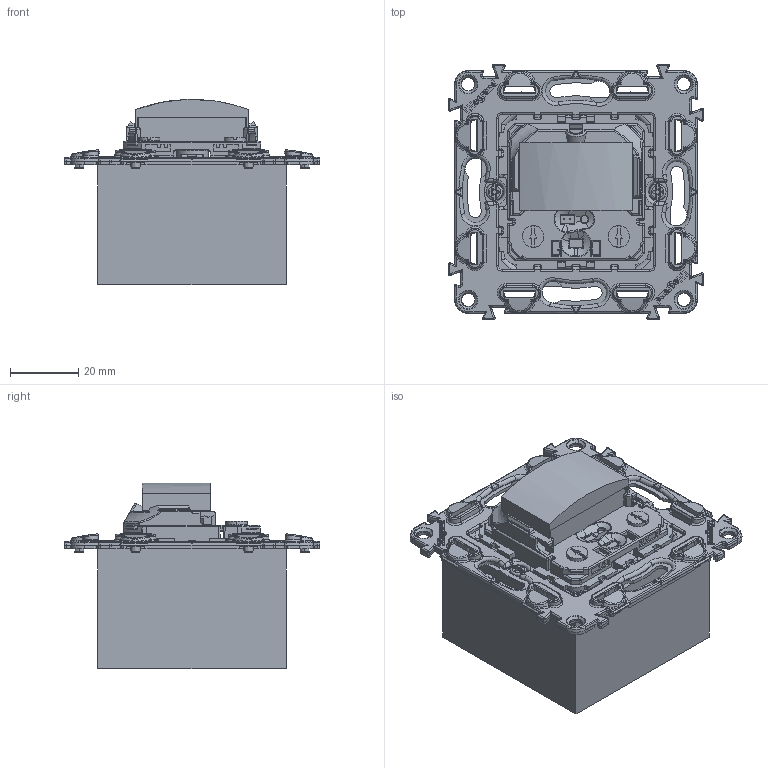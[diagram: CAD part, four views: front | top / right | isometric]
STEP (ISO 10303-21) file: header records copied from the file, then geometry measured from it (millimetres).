
FILE_DESCRIPTION(('CATIA V5 STEP Exchange','CAx-IF Rec.Pracs.--- Model Styling and Organization---1.4--- 2014-01-23'),'2;1');
FILE_NAME('752073_AllCATPart.stp','2020-02-28T14:02:29+00:00',('none'),('none'),'CATIA Version 5-6 Release 2017 SP3','CATIA V5 STEP AP214','none');
FILE_SCHEMA(('AUTOMOTIVE_DESIGN { 1 0 10303 214 1 1 1 1 }'));
Products named in the file (1): 752073_AllCATPart
Bounding box: 74.7 x 74.7 x 54.15 mm (x, y, z)
Volume: 108950.4 mm3; surface area: 39938.2 mm2
Topology: 2 solids, 12 shells, 7586 faces, 21691 edges, 14127 vertices
Faces by surface type: plane 5593, cylinder 1017, bspline 449, cone 266, torus 181, sphere 68, extrusion 12
Entity records: 269524 total; most frequent: CARTESIAN_POINT 89371, ORIENTED_EDGE 43218, DIRECTION 25710, EDGE_CURVE 21609, VERTEX_POINT 14127, VECTOR 11761, LINE 11749, B_SPLINE_CURVE_WITH_KNOTS 8287
